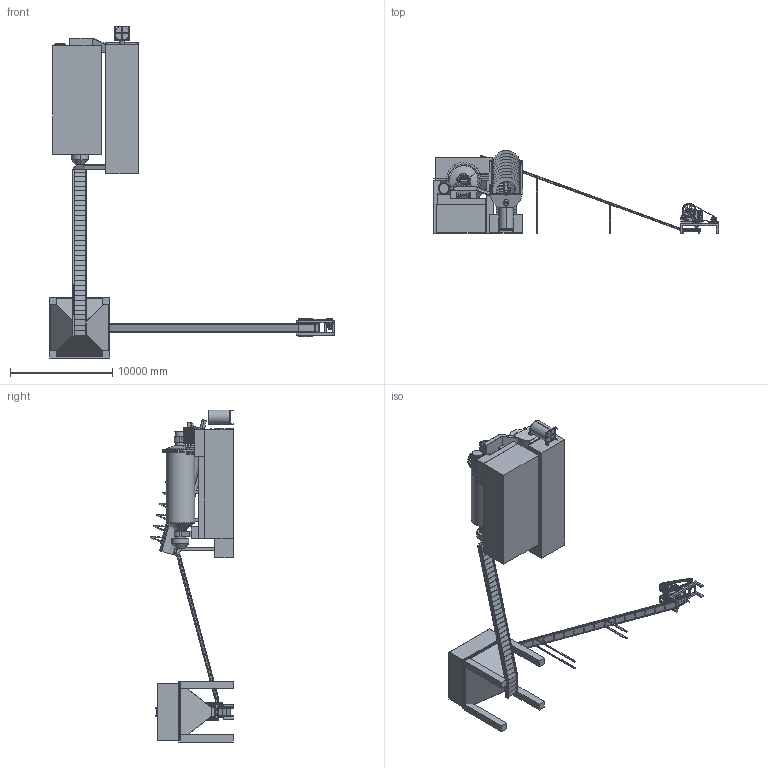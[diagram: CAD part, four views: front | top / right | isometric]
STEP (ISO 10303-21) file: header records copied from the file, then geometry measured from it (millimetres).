
FILE_DESCRIPTION(('FreeCAD Model'),'2;1');
FILE_NAME('Open CASCADE Shape Model','2025-04-25T21:54:13',('FreeCAD'),( 'FreeCAD'),'Open CASCADE STEP processor 7.6','FreeCAD','Unknown');
FILE_SCHEMA(('AUTOMOTIVE_DESIGN { 1 0 10303 214 1 1 1 1 }'));
Products named in the file (1): Open CASCADE STEP translator 7.6 1
Bounding box: 27782.72 x 8057.78 x 32397.75 mm (x, y, z)
Volume: 275084740880.1 mm3; surface area: 1617838405.1 mm2
Topology: 211 solids, 214 shells, 8716 faces, 21532 edges, 13562 vertices
Faces by surface type: bspline 8716
Entity records: 373768 total; most frequent: CARTESIAN_POINT 246393, ORIENTED_EDGE 42948, EDGE_CURVE 21474, B_SPLINE_CURVE_WITH_KNOTS 15340, VERTEX_POINT 13562, FACE_BOUND 9895, EDGE_LOOP 9895, ADVANCED_FACE 8716
